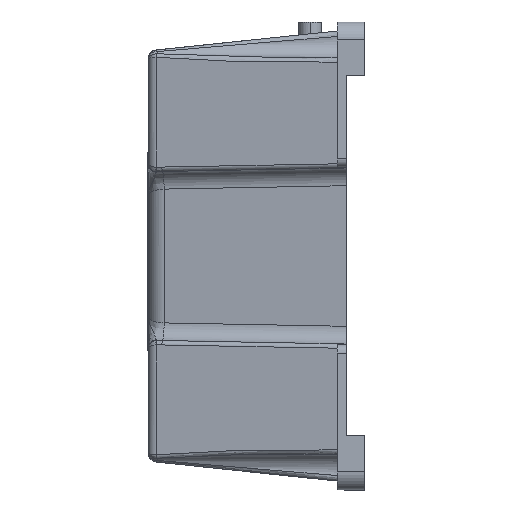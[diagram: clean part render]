
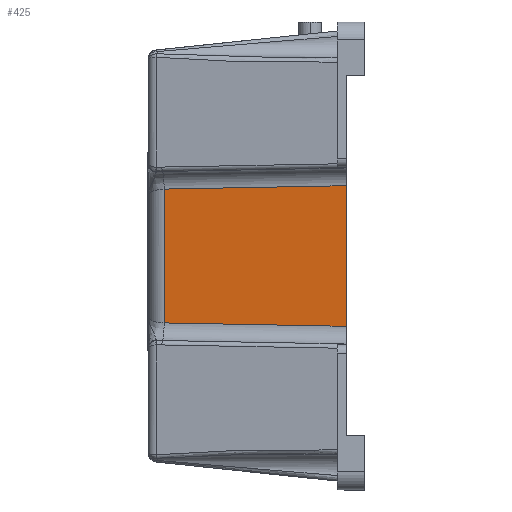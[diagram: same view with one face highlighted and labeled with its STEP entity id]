
A CAD part, left-side view. The second image highlights one B-rep face of the part: STEP entity #425.
In plain terms, the highlighted planar face has unit normal (-0.995, 0.104, 0).
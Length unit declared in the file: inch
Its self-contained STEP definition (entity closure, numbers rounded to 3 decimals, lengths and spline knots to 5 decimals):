
#425 = ADVANCED_FACE ( 'NONE', ( #5815 ), #512, .T. ) ;
#512 = PLANE ( 'NONE',  #10252 ) ;
#1823 = LINE ( 'NONE', #6735, #5822 ) ;
#2515 = CARTESIAN_POINT ( 'NONE',  ( -4.37263, 2.77613, 0.92936 ) ) ;
#4082 = CARTESIAN_POINT ( 'NONE',  ( -4.37263, 2.77613, -0.92936 ) ) ;
#5649 = CARTESIAN_POINT ( 'NONE',  ( -4.625, 0.375, 3. ) ) ;
#5815 = FACE_OUTER_BOUND ( 'NONE', #15134, .T. ) ;
#5822 = VECTOR ( 'NONE', #8450, 39.37008 ) ;
#6394 = CARTESIAN_POINT ( 'NONE',  ( -4.63814, 0.25, -0.97618 ) ) ;
#6735 = CARTESIAN_POINT ( 'NONE',  ( -4.37304, 2.77228, 0.92943 ) ) ;
#6812 = CARTESIAN_POINT ( 'NONE',  ( -4.63814, 0.25, 3. ) ) ;
#6934 = ORIENTED_EDGE ( 'NONE', *, *, #10853, .T. ) ;
#7748 = ORIENTED_EDGE ( 'NONE', *, *, #19530, .T. ) ;
#7866 = LINE ( 'NONE', #15124, #20903 ) ;
#8450 = DIRECTION ( 'NONE',  ( 0.105, 0.994, -0.018 ) ) ;
#9012 = DIRECTION ( 'NONE',  ( -0.105, -0.995, 0. ) ) ;
#9643 = VECTOR ( 'NONE', #18136, 39.37008 ) ;
#10174 = LINE ( 'NONE', #21643, #9643 ) ;
#10252 = AXIS2_PLACEMENT_3D ( 'NONE', #5649, #20909, #9012 ) ;
#10853 = EDGE_CURVE ( 'NONE', #13445, #14421, #1823, .T. ) ;
#11785 = VERTEX_POINT ( 'NONE', #6394 ) ;
#13445 = VERTEX_POINT ( 'NONE', #22062 ) ;
#13692 = VECTOR ( 'NONE', #16554, 39.37008 ) ;
#14421 = VERTEX_POINT ( 'NONE', #2515 ) ;
#14487 = ORIENTED_EDGE ( 'NONE', *, *, #22103, .T. ) ;
#14682 = ORIENTED_EDGE ( 'NONE', *, *, #20496, .T. ) ;
#15124 = CARTESIAN_POINT ( 'NONE',  ( -4.66482, -0.00385, -0.98088 ) ) ;
#15134 = EDGE_LOOP ( 'NONE', ( #7748, #14682, #6934, #14487 ) ) ;
#16554 = DIRECTION ( 'NONE',  ( 0., 0., 1. ) ) ;
#18136 = DIRECTION ( 'NONE',  ( 0., 0., -1. ) ) ;
#18741 = LINE ( 'NONE', #6812, #13692 ) ;
#19530 = EDGE_CURVE ( 'NONE', #20358, #11785, #7866, .T. ) ;
#20327 = DIRECTION ( 'NONE',  ( -0.105, -0.994, -0.018 ) ) ;
#20358 = VERTEX_POINT ( 'NONE', #4082 ) ;
#20496 = EDGE_CURVE ( 'NONE', #11785, #13445, #18741, .T. ) ;
#20903 = VECTOR ( 'NONE', #20327, 39.37008 ) ;
#20909 = DIRECTION ( 'NONE',  ( -0.995, 0.105, 0. ) ) ;
#21643 = CARTESIAN_POINT ( 'NONE',  ( -4.37263, 2.77613, -1.13523 ) ) ;
#22062 = CARTESIAN_POINT ( 'NONE',  ( -4.63814, 0.25, 0.97618 ) ) ;
#22103 = EDGE_CURVE ( 'NONE', #14421, #20358, #10174, .T. ) ;
